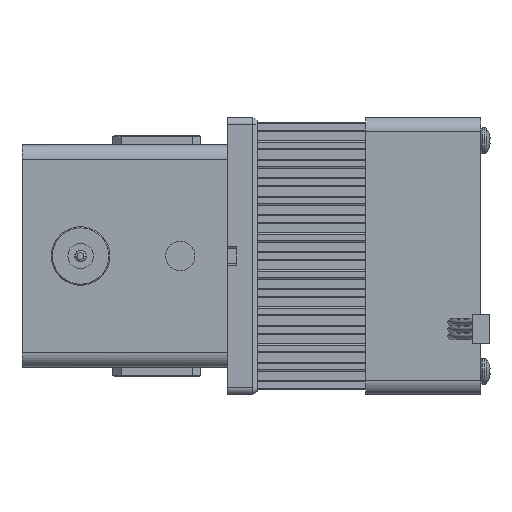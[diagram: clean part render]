
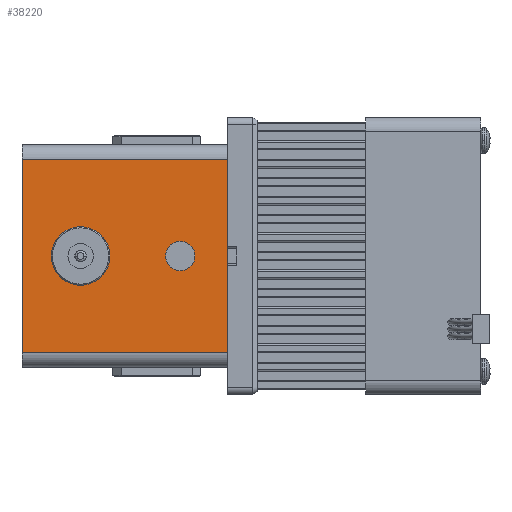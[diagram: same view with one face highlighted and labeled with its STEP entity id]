
A CAD part, left-side view. The second image highlights one B-rep face of the part: STEP entity #38220.
In plain terms, the highlighted planar face has unit normal (-1, 0, 0).
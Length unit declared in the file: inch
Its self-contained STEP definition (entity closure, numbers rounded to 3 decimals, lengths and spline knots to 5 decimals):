
#1103 = CARTESIAN_POINT ( 'NONE',  ( -3.20681, 1.81952, 0.64408 ) ) ;
#1473 = ORIENTED_EDGE ( 'NONE', *, *, #9225, .F. ) ;
#1648 = LINE ( 'NONE', #17422, #16930 ) ;
#6071 = AXIS2_PLACEMENT_3D ( 'NONE', #18857, #29195, #29874 ) ;
#6097 = CIRCLE ( 'NONE', #17876, 0.25 ) ;
#6794 = CARTESIAN_POINT ( 'NONE',  ( -3.20681, 0.96952, 0.51908 ) ) ;
#7489 = CARTESIAN_POINT ( 'NONE',  ( -3.20681, 0.96952, 0.64408 ) ) ;
#8162 = DIRECTION ( 'NONE',  ( 0., 0., -1. ) ) ;
#8451 = CARTESIAN_POINT ( 'NONE',  ( -3.20681, 0.56952, -0.18092 ) ) ;
#8988 = EDGE_CURVE ( 'NONE', #23441, #13537, #34581, .T. ) ;
#9059 = DIRECTION ( 'NONE',  ( 0., 0., -1. ) ) ;
#9225 = EDGE_CURVE ( 'NONE', #13537, #23441, #16248, .T. ) ;
#9589 = EDGE_LOOP ( 'NONE', ( #1473, #18109 ) ) ;
#10054 = VERTEX_POINT ( 'NONE', #10880 ) ;
#10732 = VERTEX_POINT ( 'NONE', #17796 ) ;
#10880 = CARTESIAN_POINT ( 'NONE',  ( -3.20681, 0.56952, -0.18092 ) ) ;
#11113 = ORIENTED_EDGE ( 'NONE', *, *, #18280, .T. ) ;
#11378 = ORIENTED_EDGE ( 'NONE', *, *, #24901, .T. ) ;
#11802 = EDGE_CURVE ( 'NONE', #41131, #22472, #27099, .T. ) ;
#12000 = VECTOR ( 'NONE', #43425, 39.37008 ) ;
#13537 = VERTEX_POINT ( 'NONE', #6794 ) ;
#16248 = CIRCLE ( 'NONE', #30911, 0.125 ) ;
#16930 = VECTOR ( 'NONE', #27546, 39.37008 ) ;
#17179 = ORIENTED_EDGE ( 'NONE', *, *, #11802, .F. ) ;
#17422 = CARTESIAN_POINT ( 'NONE',  ( -3.20681, 0.56952, 1.46908 ) ) ;
#17759 = DIRECTION ( 'NONE',  ( 0., 0., 1. ) ) ;
#17796 = CARTESIAN_POINT ( 'NONE',  ( -3.20681, 0.56952, 1.46908 ) ) ;
#17844 = DIRECTION ( 'NONE',  ( -1., 0., 0. ) ) ;
#17876 = AXIS2_PLACEMENT_3D ( 'NONE', #1103, #22028, #36064 ) ;
#18109 = ORIENTED_EDGE ( 'NONE', *, *, #8988, .F. ) ;
#18280 = EDGE_CURVE ( 'NONE', #10732, #21437, #1648, .T. ) ;
#18527 = DIRECTION ( 'NONE',  ( 0., 0., -1. ) ) ;
#18857 = CARTESIAN_POINT ( 'NONE',  ( -3.20681, 1.81952, 0.64408 ) ) ;
#20044 = CIRCLE ( 'NONE', #6071, 0.25 ) ;
#20218 = DIRECTION ( 'NONE',  ( 0., 1., 0. ) ) ;
#20515 = EDGE_LOOP ( 'NONE', ( #41676, #11378 ) ) ;
#21147 = VECTOR ( 'NONE', #41587, 39.37008 ) ;
#21185 = PLANE ( 'NONE',  #40845 ) ;
#21437 = VERTEX_POINT ( 'NONE', #29495 ) ;
#22028 = DIRECTION ( 'NONE',  ( 1., 0., 0. ) ) ;
#22349 = CARTESIAN_POINT ( 'NONE',  ( -3.20681, 0.56952, 0.71641 ) ) ;
#22472 = VERTEX_POINT ( 'NONE', #42748 ) ;
#22696 = LINE ( 'NONE', #8451, #12000 ) ;
#23297 = CARTESIAN_POINT ( 'NONE',  ( -3.20681, 0.96952, 0.76908 ) ) ;
#23441 = VERTEX_POINT ( 'NONE', #23297 ) ;
#24252 = EDGE_CURVE ( 'NONE', #34582, #34900, #20044, .T. ) ;
#24852 = EDGE_CURVE ( 'NONE', #10732, #41131, #22696, .T. ) ;
#24901 = EDGE_CURVE ( 'NONE', #34900, #34582, #6097, .T. ) ;
#25833 = CARTESIAN_POINT ( 'NONE',  ( -3.20681, 2.06952, 0.64408 ) ) ;
#26077 = LINE ( 'NONE', #30215, #34545 ) ;
#26080 = CARTESIAN_POINT ( 'NONE',  ( -3.20681, 0.96952, 0.64408 ) ) ;
#26242 = EDGE_LOOP ( 'NONE', ( #35771, #38924, #31898, #17179, #39106, #11113 ) ) ;
#27099 = LINE ( 'NONE', #41134, #21147 ) ;
#27546 = DIRECTION ( 'NONE',  ( 0., 1., 0. ) ) ;
#28883 = CARTESIAN_POINT ( 'NONE',  ( -3.20681, 2.31952, -0.18092 ) ) ;
#29195 = DIRECTION ( 'NONE',  ( 1., 0., 0. ) ) ;
#29495 = CARTESIAN_POINT ( 'NONE',  ( -3.20681, 2.31952, 1.46908 ) ) ;
#29874 = DIRECTION ( 'NONE',  ( 0., -1., 0. ) ) ;
#29977 = DIRECTION ( 'NONE',  ( -1., 0., 0. ) ) ;
#30215 = CARTESIAN_POINT ( 'NONE',  ( -3.20681, 0.56952, -0.18092 ) ) ;
#30560 = EDGE_CURVE ( 'NONE', #22472, #10054, #26077, .T. ) ;
#30911 = AXIS2_PLACEMENT_3D ( 'NONE', #26080, #29977, #9059 ) ;
#31459 = VECTOR ( 'NONE', #42919, 39.37008 ) ;
#31538 = DIRECTION ( 'NONE',  ( 1., 0., 0. ) ) ;
#31898 = ORIENTED_EDGE ( 'NONE', *, *, #30560, .F. ) ;
#32163 = CARTESIAN_POINT ( 'NONE',  ( -3.20681, 1.56952, 0.64408 ) ) ;
#33421 = EDGE_CURVE ( 'NONE', #21437, #38757, #42699, .T. ) ;
#33628 = CARTESIAN_POINT ( 'NONE',  ( -3.20681, 2.31952, -0.18092 ) ) ;
#34545 = VECTOR ( 'NONE', #8162, 39.37008 ) ;
#34582 = VERTEX_POINT ( 'NONE', #32163 ) ;
#34581 = CIRCLE ( 'NONE', #40465, 0.125 ) ;
#34900 = VERTEX_POINT ( 'NONE', #25833 ) ;
#35675 = FACE_BOUND ( 'NONE', #20515, .T. ) ;
#35771 = ORIENTED_EDGE ( 'NONE', *, *, #33421, .T. ) ;
#36064 = DIRECTION ( 'NONE',  ( 0., -1., 0. ) ) ;
#37495 = EDGE_CURVE ( 'NONE', #10054, #38757, #40925, .T. ) ;
#38220 = ADVANCED_FACE ( 'NONE', ( #35675, #42132, #38661 ), #21185, .F. ) ;
#38661 = FACE_BOUND ( 'NONE', #9589, .T. ) ;
#38757 = VERTEX_POINT ( 'NONE', #33628 ) ;
#38924 = ORIENTED_EDGE ( 'NONE', *, *, #37495, .F. ) ;
#39106 = ORIENTED_EDGE ( 'NONE', *, *, #24852, .F. ) ;
#39126 = CARTESIAN_POINT ( 'NONE',  ( -3.20681, 0.56952, -0.18092 ) ) ;
#40070 = VECTOR ( 'NONE', #20218, 39.37008 ) ;
#40465 = AXIS2_PLACEMENT_3D ( 'NONE', #7489, #17844, #18527 ) ;
#40490 = CARTESIAN_POINT ( 'NONE',  ( -3.20681, 0.56952, -0.18092 ) ) ;
#40845 = AXIS2_PLACEMENT_3D ( 'NONE', #39126, #31538, #17759 ) ;
#40925 = LINE ( 'NONE', #40490, #40070 ) ;
#41131 = VERTEX_POINT ( 'NONE', #22349 ) ;
#41134 = CARTESIAN_POINT ( 'NONE',  ( -3.20681, 0.56952, -0.18092 ) ) ;
#41587 = DIRECTION ( 'NONE',  ( 0., 0., -1. ) ) ;
#41676 = ORIENTED_EDGE ( 'NONE', *, *, #24252, .T. ) ;
#42132 = FACE_OUTER_BOUND ( 'NONE', #26242, .T. ) ;
#42699 = LINE ( 'NONE', #28883, #31459 ) ;
#42748 = CARTESIAN_POINT ( 'NONE',  ( -3.20681, 0.56952, 0.57174 ) ) ;
#42919 = DIRECTION ( 'NONE',  ( 0., 0., -1. ) ) ;
#43425 = DIRECTION ( 'NONE',  ( 0., 0., -1. ) ) ;
